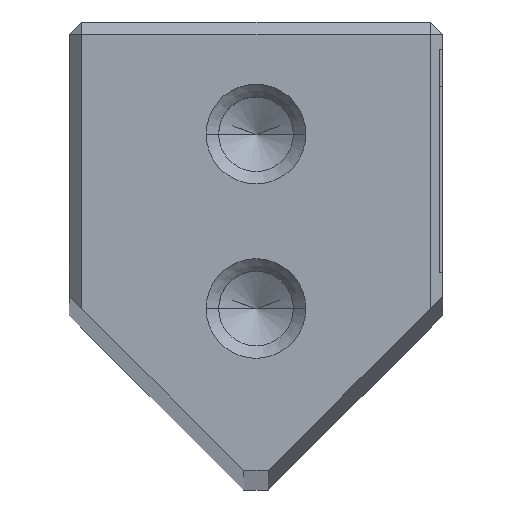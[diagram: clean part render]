
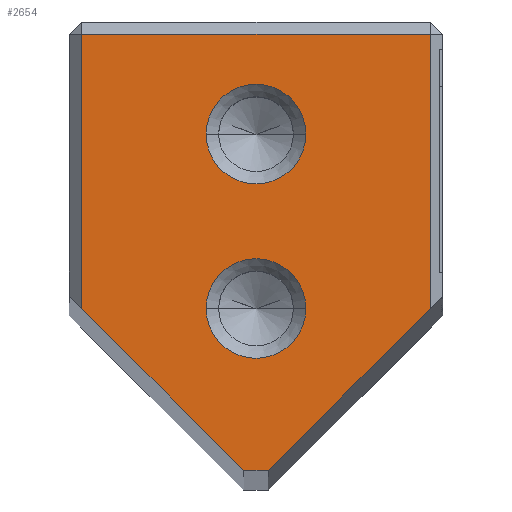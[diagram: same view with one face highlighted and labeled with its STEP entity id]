
A CAD part, top view. The second image highlights one B-rep face of the part: STEP entity #2654.
In plain terms, the highlighted planar face has unit normal (0, 0, 1).
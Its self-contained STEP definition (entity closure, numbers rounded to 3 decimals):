
#2654=ADVANCED_FACE('',(#3449,#3450,#3451),#3011,.T.);
#3011=PLANE('',#9857);
#3266=CIRCLE('',#9683,2.);
#3268=CIRCLE('',#9686,2.);
#3381=CIRCLE('',#9855,2.);
#3382=CIRCLE('',#9856,2.);
#3449=FACE_BOUND('',#3585,.T.);
#3450=FACE_BOUND('',#3586,.T.);
#3451=FACE_BOUND('',#3587,.T.);
#3585=EDGE_LOOP('',(#4766,#4767));
#3586=EDGE_LOOP('',(#4768,#4769));
#3587=EDGE_LOOP('',(#4770,#4771,#4772,#4773,#4774,#4775));
#4766=ORIENTED_EDGE('',*,*,#7361,.T.);
#4767=ORIENTED_EDGE('',*,*,#7587,.T.);
#4768=ORIENTED_EDGE('',*,*,#7357,.T.);
#4769=ORIENTED_EDGE('',*,*,#7588,.T.);
#4770=ORIENTED_EDGE('',*,*,#7563,.T.);
#4771=ORIENTED_EDGE('',*,*,#7589,.T.);
#4772=ORIENTED_EDGE('',*,*,#7590,.T.);
#4773=ORIENTED_EDGE('',*,*,#7591,.T.);
#4774=ORIENTED_EDGE('',*,*,#7569,.T.);
#4775=ORIENTED_EDGE('',*,*,#7565,.T.);
#6627=VERTEX_POINT('',#12696);
#6628=VERTEX_POINT('',#12698);
#6631=VERTEX_POINT('',#12705);
#6632=VERTEX_POINT('',#12707);
#6771=VERTEX_POINT('',#13125);
#6772=VERTEX_POINT('',#13127);
#6773=VERTEX_POINT('',#13131);
#6776=VERTEX_POINT('',#13139);
#6783=VERTEX_POINT('',#13169);
#6784=VERTEX_POINT('',#13171);
#7357=EDGE_CURVE('',#6628,#6627,#3266,.T.);
#7361=EDGE_CURVE('',#6632,#6631,#3268,.T.);
#7563=EDGE_CURVE('',#6772,#6771,#8439,.T.);
#7565=EDGE_CURVE('',#6773,#6772,#8441,.T.);
#7569=EDGE_CURVE('',#6776,#6773,#8445,.T.);
#7587=EDGE_CURVE('',#6631,#6632,#3381,.T.);
#7588=EDGE_CURVE('',#6627,#6628,#3382,.T.);
#7589=EDGE_CURVE('',#6771,#6783,#8454,.T.);
#7590=EDGE_CURVE('',#6783,#6784,#8455,.T.);
#7591=EDGE_CURVE('',#6784,#6776,#8456,.T.);
#8439=LINE('',#13126,#9174);
#8441=LINE('',#13130,#9176);
#8445=LINE('',#13138,#9180);
#8454=LINE('',#13168,#9189);
#8455=LINE('',#13170,#9190);
#8456=LINE('',#13172,#9191);
#9174=VECTOR('',#10811,1.);
#9176=VECTOR('',#10815,1.);
#9180=VECTOR('',#10821,1.);
#9189=VECTOR('',#10858,1.);
#9190=VECTOR('',#10859,1.);
#9191=VECTOR('',#10860,1.);
#9683=AXIS2_PLACEMENT_3D('',#12697,#10404,#10405);
#9686=AXIS2_PLACEMENT_3D('',#12706,#10412,#10413);
#9855=AXIS2_PLACEMENT_3D('',#13166,#10854,#10855);
#9856=AXIS2_PLACEMENT_3D('',#13167,#10856,#10857);
#9857=AXIS2_PLACEMENT_3D('',#13173,#10861,#10862);
#10404=DIRECTION('',(0.,0.,-1.));
#10405=DIRECTION('',(1.,0.,0.));
#10412=DIRECTION('',(0.,0.,-1.));
#10413=DIRECTION('',(1.,0.,0.));
#10811=DIRECTION('',(0.707,0.707,0.));
#10815=DIRECTION('',(1.,0.,0.));
#10821=DIRECTION('',(0.707,-0.707,0.));
#10854=DIRECTION('',(0.,0.,-1.));
#10855=DIRECTION('',(1.,0.,0.));
#10856=DIRECTION('',(0.,0.,-1.));
#10857=DIRECTION('',(1.,0.,0.));
#10858=DIRECTION('',(0.,1.,0.));
#10859=DIRECTION('',(-1.,0.,0.));
#10860=DIRECTION('',(0.,-1.,0.));
#10861=DIRECTION('',(0.,0.,1.));
#10862=DIRECTION('',(1.,0.,0.));
#12696=CARTESIAN_POINT('',(-2.,26.5,0.));
#12697=CARTESIAN_POINT('',(0.,26.5,0.));
#12698=CARTESIAN_POINT('',(2.,26.5,0.));
#12705=CARTESIAN_POINT('',(-2.,19.5,0.));
#12706=CARTESIAN_POINT('',(0.,19.5,0.));
#12707=CARTESIAN_POINT('',(2.,19.5,0.));
#13125=CARTESIAN_POINT('',(7.,19.5,0.));
#13126=CARTESIAN_POINT('',(0.5,13.,0.));
#13127=CARTESIAN_POINT('',(0.5,13.,0.));
#13130=CARTESIAN_POINT('',(-0.5,13.,0.));
#13131=CARTESIAN_POINT('',(-0.5,13.,0.));
#13138=CARTESIAN_POINT('',(-0.5,13.,0.));
#13139=CARTESIAN_POINT('',(-7.,19.5,0.));
#13166=CARTESIAN_POINT('',(0.,19.5,0.));
#13167=CARTESIAN_POINT('',(0.,26.5,0.));
#13168=CARTESIAN_POINT('',(7.,12.5,0.));
#13169=CARTESIAN_POINT('',(7.,30.5,0.));
#13170=CARTESIAN_POINT('',(0.,30.5,0.));
#13171=CARTESIAN_POINT('',(-7.,30.5,0.));
#13172=CARTESIAN_POINT('',(-7.,12.5,0.));
#13173=CARTESIAN_POINT('',(0.,12.5,0.));
